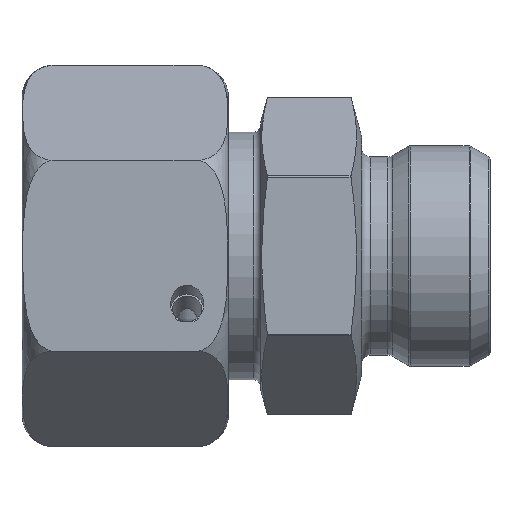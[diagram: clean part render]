
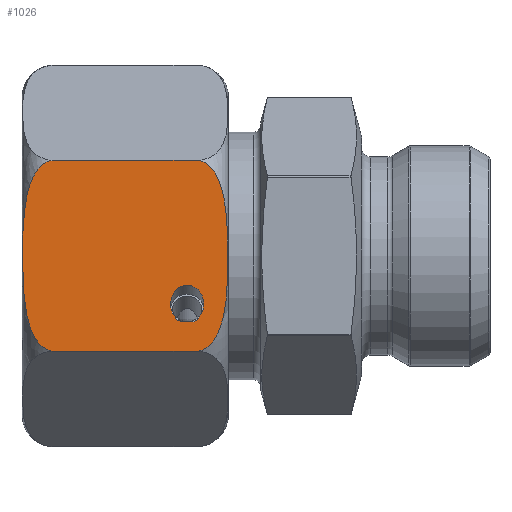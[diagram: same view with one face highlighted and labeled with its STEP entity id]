
A CAD part, top view. The second image highlights one B-rep face of the part: STEP entity #1026.
In plain terms, the highlighted face is planar.
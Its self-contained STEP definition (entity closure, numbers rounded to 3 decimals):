
#550=ELLIPSE('',#5071,2.078,1.8);
#551=ELLIPSE('',#5072,1.848,1.6);
#701=FACE_BOUND('',#1575,.T.);
#702=FACE_BOUND('',#1576,.T.);
#789=PLANE('',#5073);
#1026=ADVANCED_FACE('',(#701,#702),#789,.F.);
#1575=EDGE_LOOP('',(#2562,#2563,#2564,#2565));
#1576=EDGE_LOOP('',(#2566,#2567,#2568,#2569));
#1976=B_SPLINE_CURVE_WITH_KNOTS('',3,(#7515,#7516,#7517,#7518,#7519,#7520,
#7521,#7522,#7523,#7524,#7525,#7526,#7527,#7528,#7529,#7530,#7531,#7532),
 .UNSPECIFIED.,.F.,.F.,(4,2,2,2,2,2,2,2,4),(0.,0.062,0.125,
0.25,0.5,0.75,0.875,0.938,1.),.UNSPECIFIED.);
#1986=B_SPLINE_CURVE_WITH_KNOTS('',3,(#7706,#7707,#7708,#7709,#7710,#7711,
#7712,#7713,#7714,#7715,#7716,#7717,#7718,#7719,#7720,#7721,#7722,#7723),
 .UNSPECIFIED.,.F.,.F.,(4,2,2,2,2,2,2,2,4),(0.,0.063,0.125,
0.25,0.5,0.75,0.875,0.938,1.),.UNSPECIFIED.);
#2562=ORIENTED_EDGE('',*,*,#4195,.T.);
#2563=ORIENTED_EDGE('',*,*,#4196,.T.);
#2564=ORIENTED_EDGE('',*,*,#4197,.T.);
#2565=ORIENTED_EDGE('',*,*,#4198,.T.);
#2566=ORIENTED_EDGE('',*,*,#4194,.T.);
#2567=ORIENTED_EDGE('',*,*,#4163,.T.);
#2568=ORIENTED_EDGE('',*,*,#4189,.F.);
#2569=ORIENTED_EDGE('',*,*,#4173,.T.);
#3706=VERTEX_POINT('',#7513);
#3708=VERTEX_POINT('',#7533);
#3713=VERTEX_POINT('',#7629);
#3717=VERTEX_POINT('',#7705);
#3733=VERTEX_POINT('',#7838);
#3734=VERTEX_POINT('',#7839);
#3735=VERTEX_POINT('',#7841);
#3736=VERTEX_POINT('',#7843);
#4163=EDGE_CURVE('',#3708,#3706,#1976,.T.);
#4173=EDGE_CURVE('',#3713,#3717,#1986,.T.);
#4189=EDGE_CURVE('',#3713,#3706,#4567,.T.);
#4194=EDGE_CURVE('',#3717,#3708,#4572,.T.);
#4195=EDGE_CURVE('',#3733,#3734,#550,.T.);
#4196=EDGE_CURVE('',#3734,#3735,#4573,.T.);
#4197=EDGE_CURVE('',#3735,#3736,#551,.T.);
#4198=EDGE_CURVE('',#3736,#3733,#4574,.T.);
#4567=LINE('',#7826,#4759);
#4572=LINE('',#7835,#4764);
#4573=LINE('',#7840,#4765);
#4574=LINE('',#7844,#4766);
#4759=VECTOR('',#5494,1.);
#4764=VECTOR('',#5507,1.);
#4765=VECTOR('',#5512,1.);
#4766=VECTOR('',#5515,1.);
#5071=AXIS2_PLACEMENT_3D('',#7837,#5510,#5511);
#5072=AXIS2_PLACEMENT_3D('',#7842,#5513,#5514);
#5073=AXIS2_PLACEMENT_3D('',#7845,#5516,#5517);
#5494=DIRECTION('',(-1.,0.,0.));
#5507=DIRECTION('',(-1.,0.,0.));
#5510=DIRECTION('',(0.,0.5,-0.866));
#5511=DIRECTION('',(0.,0.866,0.5));
#5512=DIRECTION('',(-1.,0.,0.));
#5513=DIRECTION('',(0.,0.5,-0.866));
#5514=DIRECTION('',(0.,0.866,0.5));
#5515=DIRECTION('',(-1.,0.,0.));
#5516=DIRECTION('',(0.,0.5,-0.866));
#5517=DIRECTION('',(0.,0.866,0.5));
#7513=CARTESIAN_POINT('',(3.306,-18.,10.392));
#7515=CARTESIAN_POINT('',(3.306,0.,20.785));
#7516=CARTESIAN_POINT('',(2.814,-0.047,20.757));
#7517=CARTESIAN_POINT('',(2.375,-0.272,20.628));
#7518=CARTESIAN_POINT('',(1.671,-0.868,20.283));
#7519=CARTESIAN_POINT('',(1.407,-1.227,20.076));
#7520=CARTESIAN_POINT('',(0.764,-2.367,19.418));
#7521=CARTESIAN_POINT('',(0.54,-3.193,18.941));
#7522=CARTESIAN_POINT('',(0.089,-5.681,17.505));
#7523=CARTESIAN_POINT('',(0.072,-7.347,16.543));
#7524=CARTESIAN_POINT('',(0.073,-10.682,14.618));
#7525=CARTESIAN_POINT('',(0.092,-12.361,13.648));
#7526=CARTESIAN_POINT('',(0.549,-14.841,12.216));
#7527=CARTESIAN_POINT('',(0.771,-15.653,11.747));
#7528=CARTESIAN_POINT('',(1.417,-16.787,11.092));
#7529=CARTESIAN_POINT('',(1.686,-17.146,10.885));
#7530=CARTESIAN_POINT('',(2.377,-17.727,10.55));
#7531=CARTESIAN_POINT('',(2.818,-17.953,10.419));
#7532=CARTESIAN_POINT('',(3.306,-18.,10.392));
#7533=CARTESIAN_POINT('',(3.306,0.,20.785));
#7629=CARTESIAN_POINT('',(19.194,-18.,10.392));
#7705=CARTESIAN_POINT('',(19.194,0.,20.785));
#7706=CARTESIAN_POINT('',(19.194,-18.,10.392));
#7707=CARTESIAN_POINT('',(19.686,-17.953,10.42));
#7708=CARTESIAN_POINT('',(20.125,-17.728,10.549));
#7709=CARTESIAN_POINT('',(20.829,-17.132,10.894));
#7710=CARTESIAN_POINT('',(21.093,-16.773,11.101));
#7711=CARTESIAN_POINT('',(21.736,-15.633,11.759));
#7712=CARTESIAN_POINT('',(21.96,-14.807,12.236));
#7713=CARTESIAN_POINT('',(22.411,-12.319,13.672));
#7714=CARTESIAN_POINT('',(22.428,-10.653,14.634));
#7715=CARTESIAN_POINT('',(22.427,-7.318,16.559));
#7716=CARTESIAN_POINT('',(22.408,-5.639,17.529));
#7717=CARTESIAN_POINT('',(21.951,-3.159,18.961));
#7718=CARTESIAN_POINT('',(21.729,-2.347,19.43));
#7719=CARTESIAN_POINT('',(21.083,-1.213,20.084));
#7720=CARTESIAN_POINT('',(20.814,-0.854,20.292));
#7721=CARTESIAN_POINT('',(20.123,-0.273,20.627));
#7722=CARTESIAN_POINT('',(19.682,-0.047,20.757));
#7723=CARTESIAN_POINT('',(19.194,0.,20.785));
#7826=CARTESIAN_POINT('',(25.,-18.,10.392));
#7835=CARTESIAN_POINT('',(25.,0.,20.785));
#7837=CARTESIAN_POINT('',(18.,-13.578,12.946));
#7838=CARTESIAN_POINT('',(17.253,-15.215,12.));
#7839=CARTESIAN_POINT('',(18.747,-15.215,12.));
#7840=CARTESIAN_POINT('',(25.,-15.215,12.));
#7841=CARTESIAN_POINT('',(18.151,-15.215,12.));
#7842=CARTESIAN_POINT('',(18.,-13.623,12.92));
#7843=CARTESIAN_POINT('',(17.849,-15.215,12.));
#7844=CARTESIAN_POINT('',(25.,-15.215,12.));
#7845=CARTESIAN_POINT('',(25.,0.,20.785));
